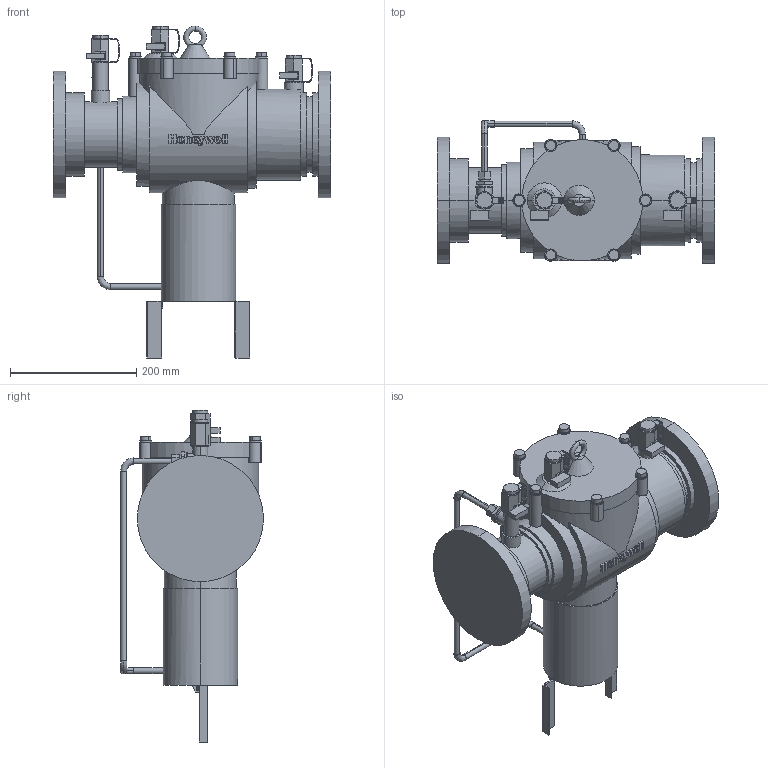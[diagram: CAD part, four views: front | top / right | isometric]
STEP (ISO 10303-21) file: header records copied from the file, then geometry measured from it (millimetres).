
FILE_DESCRIPTION(('no description'),'unknown implementation level');
FILE_NAME('Honeywell_BA300-80A_3D.stp',' ',('pit-cup GmbH'),('ccLab - KiM Gmbh - www.kimweb.de'),'unknown preprocess','ACIS','unknown authorization');
FILE_SCHEMA(('automotive_design'));
Length unit declared in the file: millimetre
Products named in the file (1): 1
Bounding box: 440 x 226.5 x 526 mm (x, y, z)
Volume: 12308460.2 mm3; surface area: 537812.5 mm2
Topology: 1 solids, 1 shells, 1131 faces, 3181 edges, 2096 vertices
Faces by surface type: plane 999, cylinder 118, bspline 6, torus 4, cone 4
Entity records: 75248 total; most frequent: CARTESIAN_POINT 9825, STYLED_ITEM 6409, PRESENTATION_STYLE_ASSIGNMENT 6409, COLOUR_RGB 6409, ORIENTED_EDGE 6362, DIRECTION 6245, EDGE_CURVE 3181, CURVE_STYLE 3181
